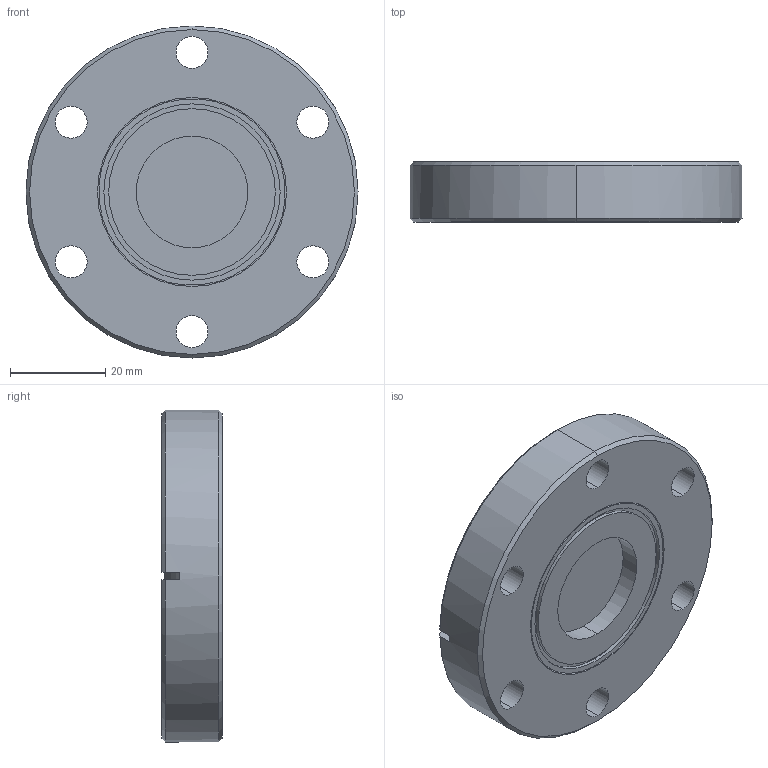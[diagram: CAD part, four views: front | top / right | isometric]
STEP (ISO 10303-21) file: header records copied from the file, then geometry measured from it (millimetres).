
FILE_DESCRIPTION (( 'STEP AP203' ), '1' );
FILE_NAME ('A4530-1-CF.STEP', '2011-10-03T19:59:47', ( '' ), ( '' ), 'SwSTEP 2.0', 'SolidWorks 2011', '' );
FILE_SCHEMA (( 'CONFIG_CONTROL_DESIGN' ));
Length unit declared in the file: inch
Products named in the file (1): A4530-1-CF
Bounding box: 69.85 x 12.7 x 69.85 mm (x, y, z)
Volume: 37500.6 mm3; surface area: 17674.8 mm2
Topology: 1 solids, 3 shells, 92 faces, 208 edges, 135 vertices
Faces by surface type: cylinder 56, plane 25, cone 7, torus 4
Entity records: 2751 total; most frequent: DIRECTION 515, CARTESIAN_POINT 463, ORIENTED_EDGE 416, AXIS2_PLACEMENT_3D 222, EDGE_CURVE 208, VERTEX_POINT 135, CIRCLE 129, EDGE_LOOP 121
